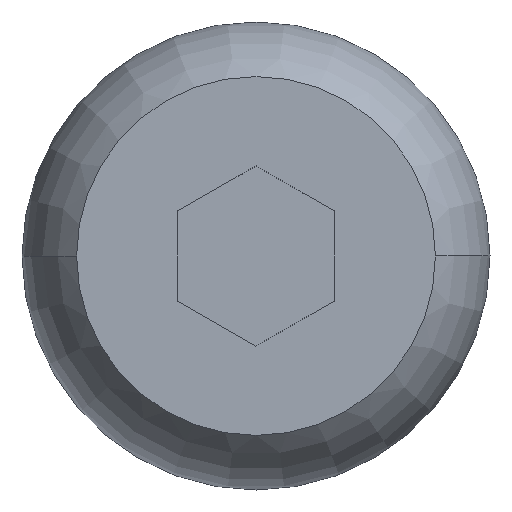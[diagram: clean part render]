
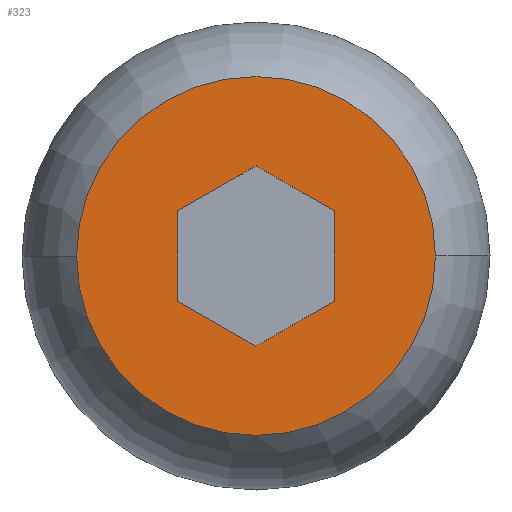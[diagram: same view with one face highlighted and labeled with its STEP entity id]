
A CAD part, left-side view. The second image highlights one B-rep face of the part: STEP entity #323.
In plain terms, the highlighted planar face has unit normal (-1, 0, 0).
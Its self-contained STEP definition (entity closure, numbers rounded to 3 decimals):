
#34 = ORIENTED_EDGE ( 'NONE', *, *, #425, .F. ) ;
#43 = CARTESIAN_POINT ( 'NONE',  ( 0., 1.25, -0.722 ) ) ;
#52 = LINE ( 'NONE', #43, #382 ) ;
#55 = ORIENTED_EDGE ( 'NONE', *, *, #556, .F. ) ;
#59 = VECTOR ( 'NONE', #126, 1000. ) ;
#63 = VERTEX_POINT ( 'NONE', #363 ) ;
#64 = CARTESIAN_POINT ( 'NONE',  ( 0., 0., -1.443 ) ) ;
#68 = DIRECTION ( 'NONE',  ( 0., -1., 0. ) ) ;
#70 = VERTEX_POINT ( 'NONE', #145 ) ;
#75 = CIRCLE ( 'NONE', #407, 2.875 ) ;
#86 = DIRECTION ( 'NONE',  ( 0., 0., -1. ) ) ;
#91 = CARTESIAN_POINT ( 'NONE',  ( 0., 0., 1.443 ) ) ;
#97 = EDGE_CURVE ( 'NONE', #377, #283, #52, .T. ) ;
#114 = VERTEX_POINT ( 'NONE', #91 ) ;
#121 = DIRECTION ( 'NONE',  ( 0., -0.866, 0.5 ) ) ;
#126 = DIRECTION ( 'NONE',  ( 0., 0.866, -0.5 ) ) ;
#145 = CARTESIAN_POINT ( 'NONE',  ( 0., -2.875, 0. ) ) ;
#156 = DIRECTION ( 'NONE',  ( 1., 0., 0. ) ) ;
#157 = CARTESIAN_POINT ( 'NONE',  ( 0., 1.25, 0.722 ) ) ;
#169 = CARTESIAN_POINT ( 'NONE',  ( 0., 1.25, -0.722 ) ) ;
#174 = EDGE_CURVE ( 'NONE', #443, #377, #462, .T. ) ;
#175 = EDGE_LOOP ( 'NONE', ( #34, #55 ) ) ;
#177 = ORIENTED_EDGE ( 'NONE', *, *, #503, .F. ) ;
#180 = CARTESIAN_POINT ( 'NONE',  ( 0., -1.25, 0.722 ) ) ;
#183 = CARTESIAN_POINT ( 'NONE',  ( 0., -1.25, 0.722 ) ) ;
#203 = DIRECTION ( 'NONE',  ( 0., -0.866, -0.5 ) ) ;
#227 = LINE ( 'NONE', #528, #562 ) ;
#261 = CARTESIAN_POINT ( 'NONE',  ( 0., 0., 0. ) ) ;
#276 = VECTOR ( 'NONE', #86, 1000. ) ;
#282 = DIRECTION ( 'NONE',  ( 0., 1., 0. ) ) ;
#283 = VERTEX_POINT ( 'NONE', #576 ) ;
#293 = CARTESIAN_POINT ( 'NONE',  ( 0., 1.25, 0.722 ) ) ;
#296 = VECTOR ( 'NONE', #121, 1000. ) ;
#322 = ORIENTED_EDGE ( 'NONE', *, *, #97, .F. ) ;
#323 = ADVANCED_FACE ( 'NONE', ( #538, #380 ), #426, .T. ) ;
#325 = EDGE_LOOP ( 'NONE', ( #177, #527, #629, #475, #322, #485 ) ) ;
#327 = LINE ( 'NONE', #180, #329 ) ;
#329 = VECTOR ( 'NONE', #347, 1000. ) ;
#347 = DIRECTION ( 'NONE',  ( 0., 0.866, 0.5 ) ) ;
#361 = DIRECTION ( 'NONE',  ( 0., 1., 0. ) ) ;
#363 = CARTESIAN_POINT ( 'NONE',  ( 0., -1.25, -0.722 ) ) ;
#377 = VERTEX_POINT ( 'NONE', #169 ) ;
#380 = FACE_OUTER_BOUND ( 'NONE', #175, .T. ) ;
#382 = VECTOR ( 'NONE', #203, 1000. ) ;
#388 = LINE ( 'NONE', #597, #59 ) ;
#402 = EDGE_CURVE ( 'NONE', #422, #114, #327, .T. ) ;
#407 = AXIS2_PLACEMENT_3D ( 'NONE', #261, #156, #361 ) ;
#422 = VERTEX_POINT ( 'NONE', #183 ) ;
#425 = EDGE_CURVE ( 'NONE', #600, #70, #602, .T. ) ;
#426 = PLANE ( 'NONE',  #515 ) ;
#431 = DIRECTION ( 'NONE',  ( -1., 0., 0. ) ) ;
#443 = VERTEX_POINT ( 'NONE', #293 ) ;
#462 = LINE ( 'NONE', #157, #276 ) ;
#475 = ORIENTED_EDGE ( 'NONE', *, *, #645, .F. ) ;
#485 = ORIENTED_EDGE ( 'NONE', *, *, #174, .F. ) ;
#486 = DIRECTION ( 'NONE',  ( 1., 0., 0. ) ) ;
#498 = CARTESIAN_POINT ( 'NONE',  ( 0., 0., 0. ) ) ;
#503 = EDGE_CURVE ( 'NONE', #114, #443, #388, .T. ) ;
#513 = CARTESIAN_POINT ( 'NONE',  ( 0., 2.875, 0. ) ) ;
#515 = AXIS2_PLACEMENT_3D ( 'NONE', #592, #431, #68 ) ;
#527 = ORIENTED_EDGE ( 'NONE', *, *, #402, .F. ) ;
#528 = CARTESIAN_POINT ( 'NONE',  ( 0., -1.25, -0.722 ) ) ;
#538 = FACE_BOUND ( 'NONE', #325, .T. ) ;
#540 = DIRECTION ( 'NONE',  ( 0., 0., 1. ) ) ;
#556 = EDGE_CURVE ( 'NONE', #70, #600, #75, .T. ) ;
#562 = VECTOR ( 'NONE', #540, 1000. ) ;
#576 = CARTESIAN_POINT ( 'NONE',  ( 0., 0., -1.443 ) ) ;
#582 = AXIS2_PLACEMENT_3D ( 'NONE', #498, #486, #282 ) ;
#592 = CARTESIAN_POINT ( 'NONE',  ( 0., 0., 0. ) ) ;
#597 = CARTESIAN_POINT ( 'NONE',  ( 0., 0., 1.443 ) ) ;
#600 = VERTEX_POINT ( 'NONE', #513 ) ;
#602 = CIRCLE ( 'NONE', #582, 2.875 ) ;
#629 = ORIENTED_EDGE ( 'NONE', *, *, #663, .F. ) ;
#638 = LINE ( 'NONE', #64, #296 ) ;
#645 = EDGE_CURVE ( 'NONE', #283, #63, #638, .T. ) ;
#663 = EDGE_CURVE ( 'NONE', #63, #422, #227, .T. ) ;
